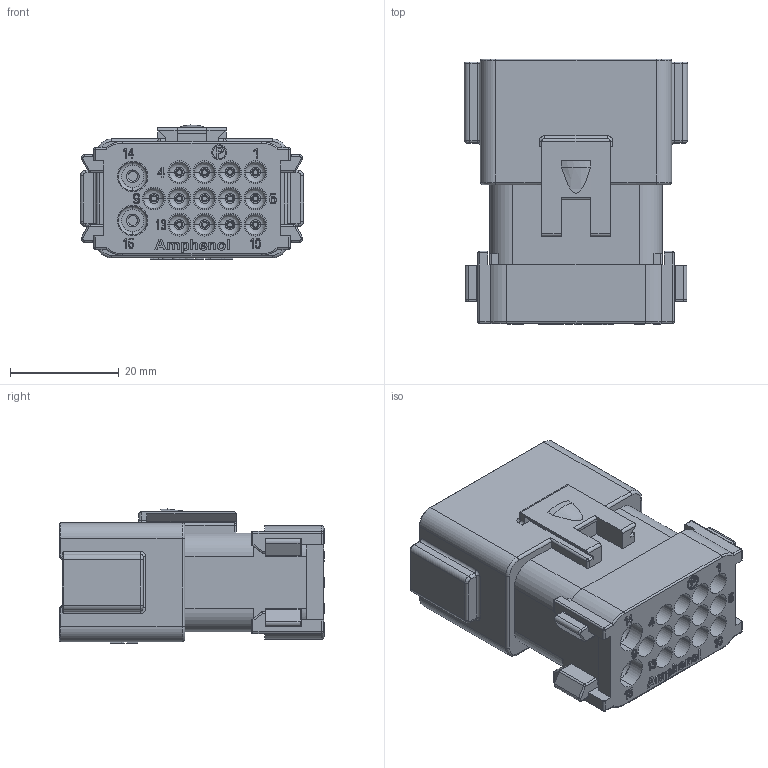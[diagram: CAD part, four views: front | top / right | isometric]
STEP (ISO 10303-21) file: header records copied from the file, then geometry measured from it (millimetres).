
FILE_DESCRIPTION((''),'2;1');
FILE_NAME('26-80421-15A','2021-06-18T',('Louie.Yin'),(''),'PRO/ENGINEER BY PARAMETRIC TECHNOLOGY CORPORATION, 2016360','PRO/ENGINEER BY PARAMETRIC TECHNOLOGY CORPORATION, 2016360','');
FILE_SCHEMA(('CONFIG_CONTROL_DESIGN'));
Length unit declared in the file: millimetre
Products named in the file (1): 26-80421-15A
Bounding box: 41.1 x 48.83 x 24.67 mm (x, y, z)
Volume: 21512.8 mm3; surface area: 10781.5 mm2
Topology: 1 solids, 3 shells, 1695 faces, 4388 edges, 2851 vertices
Faces by surface type: plane 685, extrusion 585, cylinder 284, torus 86, bspline 36, sphere 18, cone 1
Entity records: 54387 total; most frequent: CARTESIAN_POINT 14819, ORIENTED_EDGE 8776, DIRECTION 6650, EDGE_CURVE 4388, VECTOR 3014, VERTEX_POINT 2851, LINE 2429, EDGE_LOOP 1847
